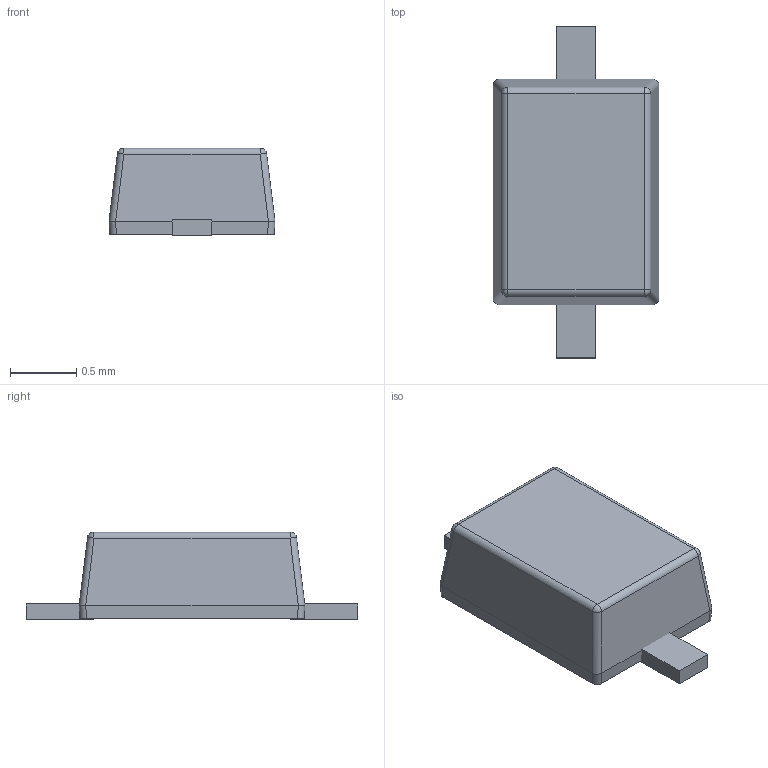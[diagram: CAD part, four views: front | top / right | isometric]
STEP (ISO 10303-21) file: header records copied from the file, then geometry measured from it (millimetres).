
FILE_DESCRIPTION(/* description */ ('Unknown'),/* implementation_level */ '2;1');
FILE_NAME(/* name */ 'SOD-323F',/* time_stamp */ '2020-04-15T16:14:57+08:00',/* author */ ('Unknown'),/* organization */ ('Unknown'),/* preprocessor_version */ 'ST-DEVELOPER v16.7',/* originating_system */ 'DEX',/* authorisation */ $);
FILE_SCHEMA (('AUTOMOTIVE_DESIGN {1 0 10303 214 3 1 1}'));
Length unit declared in the file: millimetre
Products named in the file (3): SOD-323F; CPD; Lead
Assembly tree (2 placements, depth 2):
  SOD-323F
    CPD
    Lead
Bounding box: 1.25 x 2.5 x 0.66 mm (x, y, z)
Volume: 1.3 mm3; surface area: 8.4 mm2
Topology: 3 solids, 3 shells, 38 faces, 88 edges, 52 vertices
Faces by surface type: plane 22, cylinder 12, sphere 4
Entity records: 1184 total; most frequent: DIRECTION 186, CARTESIAN_POINT 177, ORIENTED_EDGE 168, EDGE_CURVE 84, LINE 64, VECTOR 64, AXIS2_PLACEMENT_3D 61, VERTEX_POINT 52
